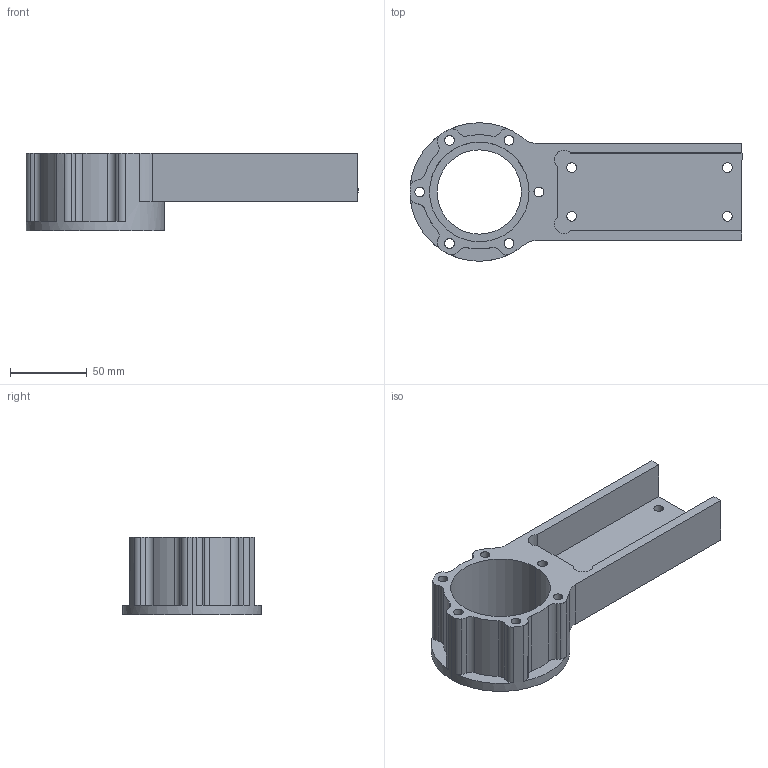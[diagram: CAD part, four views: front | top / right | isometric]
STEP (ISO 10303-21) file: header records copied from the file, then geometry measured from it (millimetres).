
FILE_DESCRIPTION (( 'STEP AP214' ), '1' );
FILE_NAME ('Joint2.0.STEP', '2024-02-01T17:56:56', ( '' ), ( '' ), 'SwSTEP 2.0', 'SolidWorks 2023', '' );
FILE_SCHEMA (( 'AUTOMOTIVE_DESIGN' ));
Length unit declared in the file: inch
Products named in the file (1): Joint2.0
Bounding box: 216.65 x 90.4 x 50.8 mm (x, y, z)
Volume: 216016.6 mm3; surface area: 70534.3 mm2
Topology: 1 solids, 1 shells, 73 faces, 210 edges, 140 vertices
Faces by surface type: cylinder 58, plane 15
Entity records: 2541 total; most frequent: DIRECTION 484, CARTESIAN_POINT 424, ORIENTED_EDGE 420, EDGE_CURVE 210, AXIS2_PLACEMENT_3D 200, VERTEX_POINT 140, CIRCLE 126, EDGE_LOOP 96
